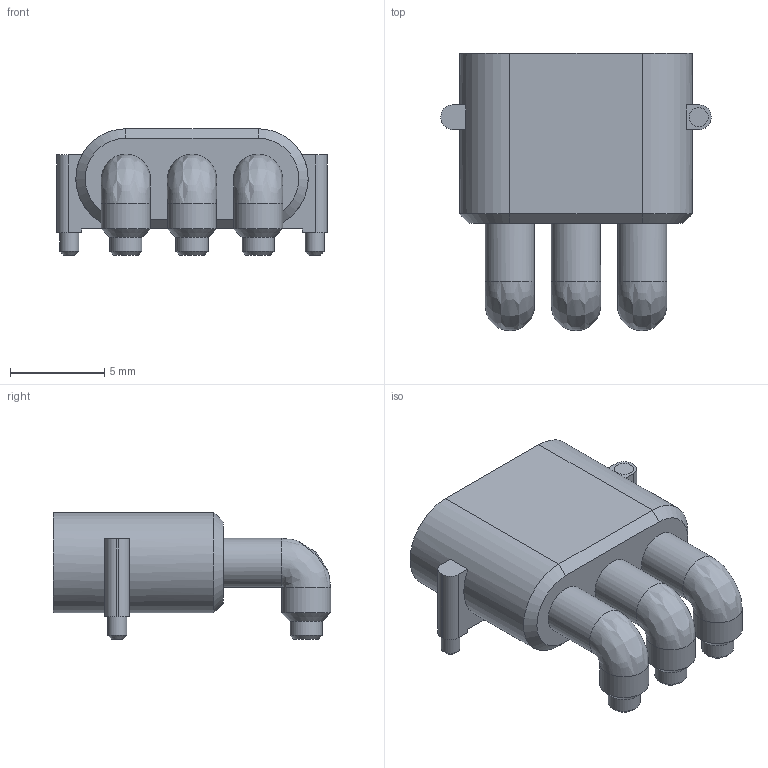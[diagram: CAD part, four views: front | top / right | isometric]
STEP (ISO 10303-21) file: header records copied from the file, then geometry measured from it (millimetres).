
FILE_DESCRIPTION(/* description */ (''),/* implementation_level */ '2;1');
FILE_NAME(/* name */ 'MR30PW v2.step',/* time_stamp */ '2020-06-03T21:00:04+02:00',/* author */ (''),/* organization */ (''),/* preprocessor_version */ 'ST-DEVELOPER v18.1',/* originating_system */ 'Autodesk Translation Framework v9.3.0.1241',/* authorisation */ '');
FILE_SCHEMA (('AUTOMOTIVE_DESIGN { 1 0 10303 214 3 1 1 }'));
Length unit declared in the file: millimetre
Products named in the file (1): MR30PW
Bounding box: 14.3 x 14.68 x 6.7 mm (x, y, z)
Volume: 440.9 mm3; surface area: 1235.5 mm2
Topology: 5 solids, 5 shells, 120 faces, 312 edges, 198 vertices
Faces by surface type: plane 70, cylinder 25, cone 22, bspline 3
Full cylindrical faces by diameter (mm): 1 x3, 1.7 x3, 2.6 x9
Entity records: 3730 total; most frequent: CARTESIAN_POINT 751, DIRECTION 621, ORIENTED_EDGE 612, EDGE_CURVE 306, AXIS2_PLACEMENT_3D 221, VERTEX_POINT 198, LINE 179, VECTOR 179
